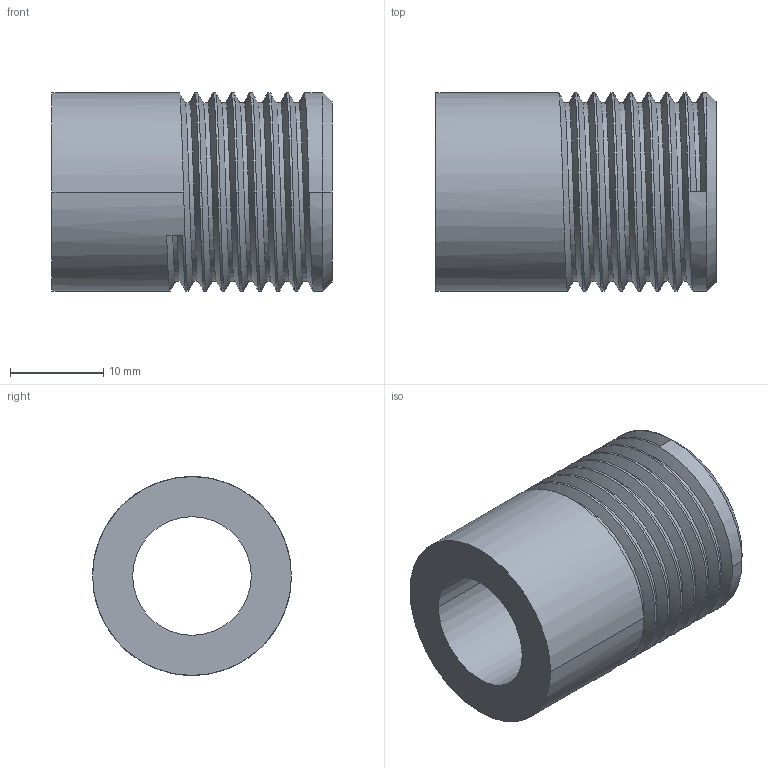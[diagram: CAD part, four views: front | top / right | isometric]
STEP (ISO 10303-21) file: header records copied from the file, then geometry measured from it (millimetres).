
FILE_DESCRIPTION (( 'STEP AP203' ), '1' );
FILE_NAME ('OEM-15-TN-MS_REV_.step', '2026-02-22T02:37:22', ( '' ), ( '' ), 'SwSTEP 2.0', 'SolidWorks 2025', '' );
FILE_SCHEMA (( 'CONFIG_CONTROL_DESIGN' ));
Length unit declared in the file: millimetre
Products named in the file (1): OEM-15-TN-MS_REV_
Bounding box: 30 x 21.3 x 21.3 mm (x, y, z)
Volume: 6285.4 mm3; surface area: 4166.2 mm2
Topology: 1 solids, 1 shells, 28 faces, 74 edges, 48 vertices
Faces by surface type: cylinder 19, plane 4, bspline 3, cone 2
Entity records: 2422 total; most frequent: CARTESIAN_POINT 1764, ORIENTED_EDGE 148, DIRECTION 97, EDGE_CURVE 74, VERTEX_POINT 48, AXIS2_PLACEMENT_3D 37, EDGE_LOOP 30, ADVANCED_FACE 28
